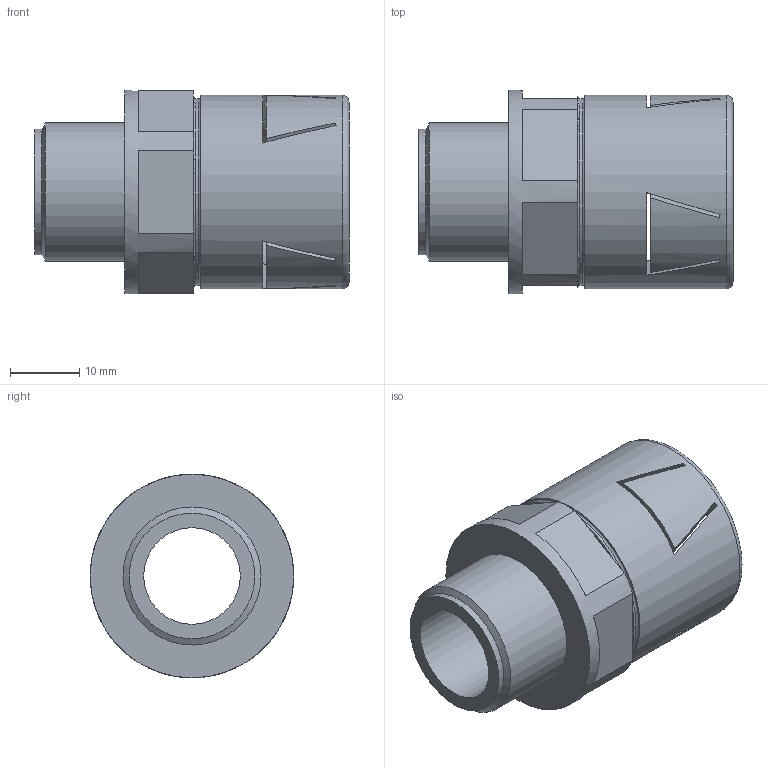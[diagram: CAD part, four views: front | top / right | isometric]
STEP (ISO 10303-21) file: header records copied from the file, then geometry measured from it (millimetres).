
FILE_DESCRIPTION( ( 'STEP AP203' ), '1' );
FILE_NAME( 'FLEXA RQLG1-M 5115.021.220.stp', '2020-03-24T13:32:54', ( 'License CC BY-ND 4.0' ), ( 'CADENAS' ), ' ', 'PARTsolutions', ' ' );
FILE_SCHEMA( ( 'CONFIG_CONTROL_DESIGN' ) );
Length unit declared in the file: millimetre
Products named in the file (1): _FLEXA RQLG1-M 5115.021.220
Bounding box: 45.5 x 29.5 x 29.5 mm (x, y, z)
Volume: 11497 mm3; surface area: 8061.4 mm2
Topology: 1 solids, 1 shells, 65 faces, 167 edges, 106 vertices
Faces by surface type: plane 53, cylinder 8, torus 3, cone 1
Full cylindrical faces by diameter (mm): 14 x1, 18.2 x1, 20 x1, 21.2 x1, 27 x1, 28 x1, 29.5 x1
Entity records: 1922 total; most frequent: DIRECTION 364, CARTESIAN_POINT 311, ORIENTED_EDGE 294, AXIS2_PLACEMENT_3D 152, EDGE_CURVE 147, VERTEX_POINT 99, EDGE_LOOP 86, FACE_OUTER_BOUND 74
